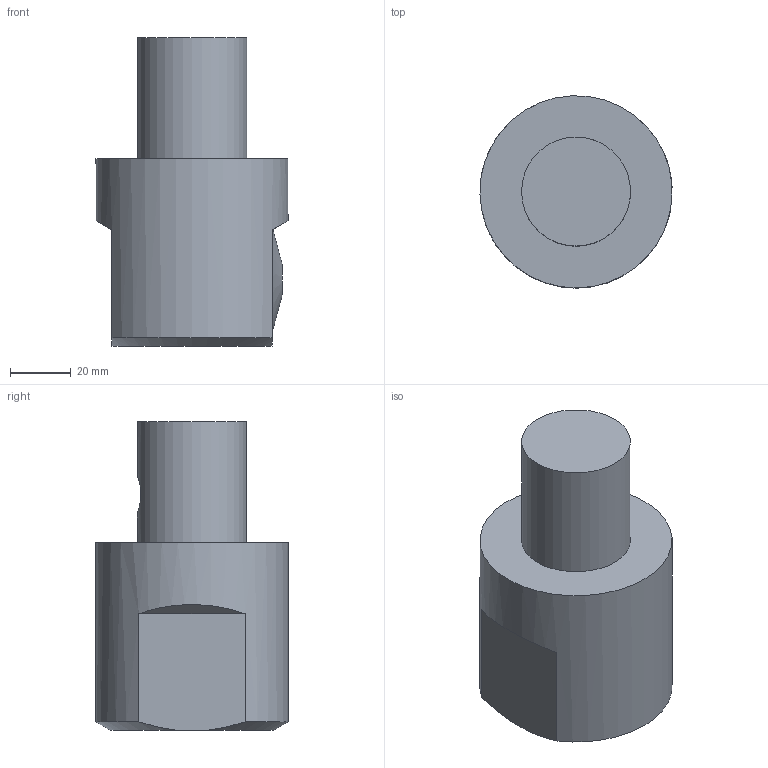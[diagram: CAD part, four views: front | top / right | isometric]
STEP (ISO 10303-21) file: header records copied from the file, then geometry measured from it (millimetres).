
FILE_DESCRIPTION((''),'1');
FILE_NAME('EWB2-50CK6.stp','2022-09-27T06:33:14',(''),(''),'Spatial Interop R21 SP3','Kubotek KeyCreator 2011 V10.0.2 (22737)',' ');
FILE_SCHEMA(('automotive_design'));
Length unit declared in the file: millimetre
Products named in the file (1): 240[2]
Bounding box: 63.42 x 63.48 x 102 mm (x, y, z)
Volume: 227152 mm3; surface area: 22756.1 mm2
Topology: 1 solids, 1 shells, 15 faces, 37 edges, 26 vertices
Faces by surface type: plane 9, cylinder 3, cone 3
Full cylindrical faces by diameter (mm): 12.3 x1, 36 x1, 63.48 x1
Entity records: 872 total; most frequent: CARTESIAN_POINT 202, PRESENTATION_STYLE_ASSIGNMENT 62, COLOUR_RGB 62, DIRECTION 61, ORIENTED_EDGE 60, STYLED_ITEM 46, CURVE_STYLE 46, DRAUGHTING_PRE_DEFINED_CURVE_FONT 46
